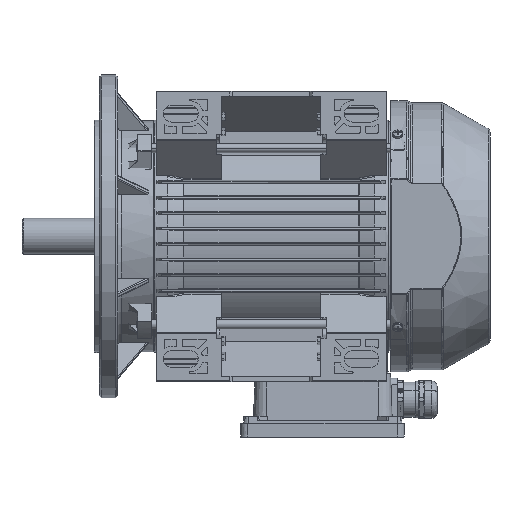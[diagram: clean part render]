
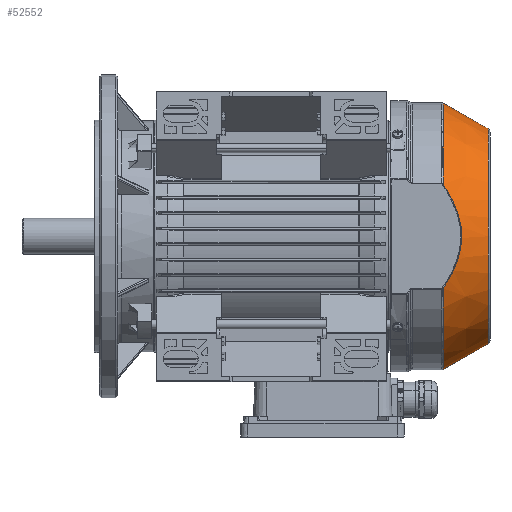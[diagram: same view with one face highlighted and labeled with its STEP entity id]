
A CAD part, front view. The second image highlights one B-rep face of the part: STEP entity #52552.
In plain terms, the highlighted conical face has half-angle 29.578 degrees and reference radius 82.5 mm.
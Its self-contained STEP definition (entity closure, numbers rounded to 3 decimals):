
#4802 = CARTESIAN_POINT ( 'NONE',  ( 52.491, -94.928, -16.863 ) ) ;
#8230 = AXIS2_PLACEMENT_3D ( 'NONE', #139988, #41313, #166284 ) ;
#8422 = CARTESIAN_POINT ( 'NONE',  ( 52.19, -94.927, 17.818 ) ) ;
#9080 = VECTOR ( 'NONE', #63308, 1000. ) ;
#9222 = EDGE_CURVE ( 'NONE', #89989, #48175, #155588, .T. ) ;
#12363 = CARTESIAN_POINT ( 'NONE',  ( 40.689, 0., -103.109 ) ) ;
#12631 = ORIENTED_EDGE ( 'NONE', *, *, #68552, .T. ) ;
#16227 = DIRECTION ( 'NONE',  ( 0., 0., -1. ) ) ;
#18972 = CARTESIAN_POINT ( 'NONE',  ( 75.481, 0., 83.362 ) ) ;
#20276 = CARTESIAN_POINT ( 'NONE',  ( 47.275, -94.915, -29.461 ) ) ;
#22081 = CARTESIAN_POINT ( 'NONE',  ( 55.094, -94.935, -3.597 ) ) ;
#27695 = CARTESIAN_POINT ( 'NONE',  ( 40.689, 0., 0. ) ) ;
#32077 = CARTESIAN_POINT ( 'NONE',  ( 40.689, -94.9, -40.317 ) ) ;
#33846 = CARTESIAN_POINT ( 'NONE',  ( 40.689, -94.9, 40.317 ) ) ;
#34744 = CARTESIAN_POINT ( 'NONE',  ( 48.097, -94.917, -27.844 ) ) ;
#35655 = CARTESIAN_POINT ( 'NONE',  ( 55.067, -94.935, 1.861 ) ) ;
#38018 = VERTEX_POINT ( 'NONE', #126812 ) ;
#40124 = CONICAL_SURFACE ( 'NONE', #8230, 82.5, 0.516 ) ;
#41313 = DIRECTION ( 'NONE',  ( -1., 0., 0. ) ) ;
#42558 = DIRECTION ( 'NONE',  ( 1., 0., 0. ) ) ;
#44400 = ORIENTED_EDGE ( 'NONE', *, *, #93412, .T. ) ;
#47469 = CARTESIAN_POINT ( 'NONE',  ( 54.361, -94.933, 9.069 ) ) ;
#47904 = CARTESIAN_POINT ( 'NONE',  ( 77., 0., 82.5 ) ) ;
#48175 = VERTEX_POINT ( 'NONE', #12363 ) ;
#48352 = CARTESIAN_POINT ( 'NONE',  ( 51.297, -94.925, 20.395 ) ) ;
#49265 = CARTESIAN_POINT ( 'NONE',  ( 53.254, -94.93, -14.243 ) ) ;
#49453 = VERTEX_POINT ( 'NONE', #140686 ) ;
#49941 = DIRECTION ( 'NONE',  ( 0., 0., -1. ) ) ;
#52552 = ADVANCED_FACE ( 'NONE', ( #125499 ), #40124, .T. ) ;
#55526 = CIRCLE ( 'NONE', #156773, 83.362 ) ;
#56287 = EDGE_CURVE ( 'NONE', #115493, #38018, #88739, .T. ) ;
#57239 = EDGE_LOOP ( 'NONE', ( #165942, #171438, #105254, #44400, #12631, #141216 ) ) ;
#60169 = CARTESIAN_POINT ( 'NONE',  ( 54.904, -94.934, 4.585 ) ) ;
#61057 = CARTESIAN_POINT ( 'NONE',  ( 55.09, -94.935, 0.946 ) ) ;
#63308 = DIRECTION ( 'NONE',  ( -0.87, 0., 0.494 ) ) ;
#63757 = CARTESIAN_POINT ( 'NONE',  ( 49.635, -94.921, -24.55 ) ) ;
#68007 = CARTESIAN_POINT ( 'NONE',  ( 75.481, 0., 0. ) ) ;
#68552 = EDGE_CURVE ( 'NONE', #49453, #168399, #146884, .T. ) ;
#70715 = VECTOR ( 'NONE', #142003, 1000. ) ;
#75558 = CARTESIAN_POINT ( 'NONE',  ( 75.481, 0., -83.362 ) ) ;
#77405 = CARTESIAN_POINT ( 'NONE',  ( 42.746, -94.905, 37.32 ) ) ;
#86813 = CARTESIAN_POINT ( 'NONE',  ( 77., 0., -82.5 ) ) ;
#88739 = LINE ( 'NONE', #47904, #9080 ) ;
#89196 = CARTESIAN_POINT ( 'NONE',  ( 52.463, -94.928, 16.954 ) ) ;
#89989 = VERTEX_POINT ( 'NONE', #75558 ) ;
#90996 = CARTESIAN_POINT ( 'NONE',  ( 53.685, -94.931, -12.486 ) ) ;
#91270 = CIRCLE ( 'NONE', #140460, 103.109 ) ;
#93412 = EDGE_CURVE ( 'NONE', #38018, #49453, #91270, .T. ) ;
#99606 = CARTESIAN_POINT ( 'NONE',  ( 40.689, 0., 0. ) ) ;
#102733 = CARTESIAN_POINT ( 'NONE',  ( 54.974, -94.935, 3.68 ) ) ;
#103638 = CARTESIAN_POINT ( 'NONE',  ( 53.226, -94.93, 14.352 ) ) ;
#105254 = ORIENTED_EDGE ( 'NONE', *, *, #56287, .T. ) ;
#115401 = CARTESIAN_POINT ( 'NONE',  ( 51.635, -94.926, -19.461 ) ) ;
#115493 = VERTEX_POINT ( 'NONE', #18972 ) ;
#125499 = FACE_OUTER_BOUND ( 'NONE', #57239, .T. ) ;
#126812 = CARTESIAN_POINT ( 'NONE',  ( 40.689, 0., 103.109 ) ) ;
#129010 = CARTESIAN_POINT ( 'NONE',  ( 49.67, -94.921, 24.643 ) ) ;
#129917 = CARTESIAN_POINT ( 'NONE',  ( 53.659, -94.931, 12.602 ) ) ;
#130808 = CARTESIAN_POINT ( 'NONE',  ( 44.67, -94.909, -34.235 ) ) ;
#131694 = CARTESIAN_POINT ( 'NONE',  ( 54.631, -94.934, 7.286 ) ) ;
#132014 = AXIS2_PLACEMENT_3D ( 'NONE', #27695, #164546, #167227 ) ;
#132610 = CARTESIAN_POINT ( 'NONE',  ( 51.607, -94.926, 19.537 ) ) ;
#139988 = CARTESIAN_POINT ( 'NONE',  ( 77., 0., 0. ) ) ;
#140460 = AXIS2_PLACEMENT_3D ( 'NONE', #99606, #42558, #16227 ) ;
#140686 = CARTESIAN_POINT ( 'NONE',  ( 40.689, -94.9, 40.317 ) ) ;
#141216 = ORIENTED_EDGE ( 'NONE', *, *, #153218, .T. ) ;
#142003 = DIRECTION ( 'NONE',  ( -0.87, 0., -0.494 ) ) ;
#142607 = CARTESIAN_POINT ( 'NONE',  ( 54.729, -94.934, -7.18 ) ) ;
#143502 = CARTESIAN_POINT ( 'NONE',  ( 48.123, -94.917, 27.91 ) ) ;
#145295 = CARTESIAN_POINT ( 'NONE',  ( 52.217, -94.927, -17.733 ) ) ;
#146182 = CARTESIAN_POINT ( 'NONE',  ( 44.661, -94.909, 34.249 ) ) ;
#146884 = B_SPLINE_CURVE_WITH_KNOTS ( 'NONE', 3,
 ( #33846, #77405, #146182, #143502, #129010, #48352, #132610, #8422, #89196, #103638, #129917, #47469, #131694, #60169, #102733, #35655, #61057, #22081, #142607, #90996, #49265, #4802, #145295, #115401, #158881, #157091, #63757, #34744, #20276, #130808, #170711, #32077 ),
 .UNSPECIFIED., .F., .F.,
 ( 4, 2, 2, 2, 2, 2, 2, 2, 2, 2, 2, 2, 2, 2, 2, 4 ),
 ( 0., 0.011, 0.022, 0.024, 0.027, 0.033, 0.038, 0.041, 0.043, 0.054, 0.06, 0.062, 0.065, 0.07, 0.076, 0.087 ),
 .UNSPECIFIED. ) ;
#153218 = EDGE_CURVE ( 'NONE', #168399, #48175, #166650, .T. ) ;
#155588 = LINE ( 'NONE', #86813, #70715 ) ;
#156773 = AXIS2_PLACEMENT_3D ( 'NONE', #68007, #174093, #49941 ) ;
#157091 = CARTESIAN_POINT ( 'NONE',  ( 50.351, -94.923, -22.871 ) ) ;
#158881 = CARTESIAN_POINT ( 'NONE',  ( 51.326, -94.925, -20.318 ) ) ;
#160209 = CARTESIAN_POINT ( 'NONE',  ( 40.689, -94.9, -40.317 ) ) ;
#164546 = DIRECTION ( 'NONE',  ( 1., 0., 0. ) ) ;
#165942 = ORIENTED_EDGE ( 'NONE', *, *, #9222, .F. ) ;
#166284 = DIRECTION ( 'NONE',  ( 0., 0., 1. ) ) ;
#166650 = CIRCLE ( 'NONE', #132014, 103.109 ) ;
#167227 = DIRECTION ( 'NONE',  ( 0., 0., -1. ) ) ;
#168399 = VERTEX_POINT ( 'NONE', #160209 ) ;
#169688 = EDGE_CURVE ( 'NONE', #89989, #115493, #55526, .T. ) ;
#170711 = CARTESIAN_POINT ( 'NONE',  ( 42.749, -94.905, -37.315 ) ) ;
#171438 = ORIENTED_EDGE ( 'NONE', *, *, #169688, .T. ) ;
#174093 = DIRECTION ( 'NONE',  ( -1., 0., 0. ) ) ;
